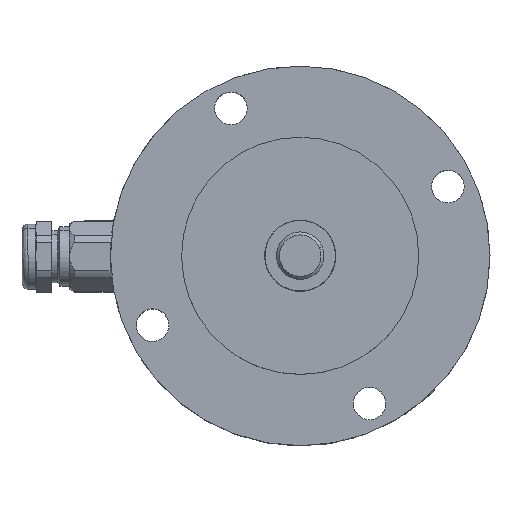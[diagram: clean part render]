
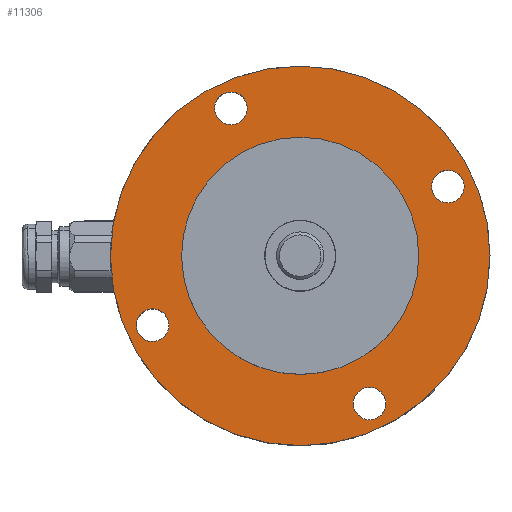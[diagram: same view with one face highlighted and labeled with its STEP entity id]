
A CAD part, top view. The second image highlights one B-rep face of the part: STEP entity #11306.
In plain terms, the highlighted planar face has unit normal (0, 0, 1).
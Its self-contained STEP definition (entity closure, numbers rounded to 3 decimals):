
#3 = EDGE_CURVE ( 'NONE', #1864, #2368, #10954, .T. ) ;
#179 = ORIENTED_EDGE ( 'NONE', *, *, #1838, .F. ) ;
#438 = CARTESIAN_POINT ( 'NONE',  ( 27.38, 12.861, 20. ) ) ;
#465 = DIRECTION ( 'NONE',  ( 0.905, 0.425, 0. ) ) ;
#475 = CIRCLE ( 'NONE', #6397, 32. ) ;
#552 = CARTESIAN_POINT ( 'NONE',  ( 0., 0., 20. ) ) ;
#1000 = AXIS2_PLACEMENT_3D ( 'NONE', #6974, #7912, #5995 ) ;
#1136 = VERTEX_POINT ( 'NONE', #4042 ) ;
#1159 = PLANE ( 'NONE',  #7865 ) ;
#1237 = CARTESIAN_POINT ( 'NONE',  ( -20., -0.056, 20. ) ) ;
#1366 = CIRCLE ( 'NONE', #7022, 2.75 ) ;
#1434 = CARTESIAN_POINT ( 'NONE',  ( 20., 0.056, 20. ) ) ;
#1502 = AXIS2_PLACEMENT_3D ( 'NONE', #10768, #4426, #10804 ) ;
#1747 = VERTEX_POINT ( 'NONE', #11163 ) ;
#1780 = CARTESIAN_POINT ( 'NONE',  ( -9.202, 26.06, 20. ) ) ;
#1838 = EDGE_CURVE ( 'NONE', #4926, #7359, #7452, .T. ) ;
#1864 = VERTEX_POINT ( 'NONE', #1434 ) ;
#1870 = CARTESIAN_POINT ( 'NONE',  ( 0., 0., 20. ) ) ;
#1899 = CIRCLE ( 'NONE', #4885, 2.75 ) ;
#1951 = CARTESIAN_POINT ( 'NONE',  ( -27.38, -12.861, 20. ) ) ;
#2062 = CARTESIAN_POINT ( 'NONE',  ( 14.181, -23.722, 20. ) ) ;
#2112 = CARTESIAN_POINT ( 'NONE',  ( -24.891, -11.692, 20. ) ) ;
#2238 = DIRECTION ( 'NONE',  ( 0.905, 0.425, 0. ) ) ;
#2368 = VERTEX_POINT ( 'NONE', #1237 ) ;
#2384 = FACE_BOUND ( 'NONE', #3342, .T. ) ;
#2409 = EDGE_CURVE ( 'NONE', #2368, #1864, #2845, .T. ) ;
#2638 = VERTEX_POINT ( 'NONE', #2062 ) ;
#2755 = CARTESIAN_POINT ( 'NONE',  ( 9.202, -26.06, 20. ) ) ;
#2845 = CIRCLE ( 'NONE', #1502, 20. ) ;
#3019 = CARTESIAN_POINT ( 'NONE',  ( 0., 0., 20. ) ) ;
#3190 = EDGE_CURVE ( 'NONE', #2638, #10700, #8914, .T. ) ;
#3202 = CIRCLE ( 'NONE', #4369, 32. ) ;
#3283 = CARTESIAN_POINT ( 'NONE',  ( 11.692, -24.891, 20. ) ) ;
#3342 = EDGE_LOOP ( 'NONE', ( #4087, #7850 ) ) ;
#3394 = FACE_BOUND ( 'NONE', #10444, .T. ) ;
#3691 = FACE_OUTER_BOUND ( 'NONE', #4732, .T. ) ;
#3778 = EDGE_CURVE ( 'NONE', #7359, #4926, #1899, .T. ) ;
#4042 = CARTESIAN_POINT ( 'NONE',  ( -14.181, 23.722, 20. ) ) ;
#4087 = ORIENTED_EDGE ( 'NONE', *, *, #8355, .F. ) ;
#4095 = CARTESIAN_POINT ( 'NONE',  ( 24.891, 11.692, 20. ) ) ;
#4140 = CARTESIAN_POINT ( 'NONE',  ( 0., 0., 20. ) ) ;
#4151 = DIRECTION ( 'NONE',  ( 0., 0., 1. ) ) ;
#4168 = DIRECTION ( 'NONE',  ( 0.905, 0.425, 0. ) ) ;
#4195 = CARTESIAN_POINT ( 'NONE',  ( -24.891, -11.692, 20. ) ) ;
#4199 = DIRECTION ( 'NONE',  ( 0., 0., 1. ) ) ;
#4291 = DIRECTION ( 'NONE',  ( 0., 0., 1. ) ) ;
#4340 = EDGE_CURVE ( 'NONE', #8010, #1136, #5825, .T. ) ;
#4360 = CARTESIAN_POINT ( 'NONE',  ( 32., 0.089, 20. ) ) ;
#4369 = AXIS2_PLACEMENT_3D ( 'NONE', #552, #4291, #11443 ) ;
#4426 = DIRECTION ( 'NONE',  ( 0., 0., 1. ) ) ;
#4732 = EDGE_LOOP ( 'NONE', ( #8074, #5780 ) ) ;
#4754 = CARTESIAN_POINT ( 'NONE',  ( 11.692, -24.891, 20. ) ) ;
#4885 = AXIS2_PLACEMENT_3D ( 'NONE', #2112, #10353, #7639 ) ;
#4926 = VERTEX_POINT ( 'NONE', #1951 ) ;
#5278 = ORIENTED_EDGE ( 'NONE', *, *, #7650, .F. ) ;
#5318 = EDGE_CURVE ( 'NONE', #8221, #1747, #1366, .T. ) ;
#5387 = EDGE_CURVE ( 'NONE', #11069, #5765, #3202, .T. ) ;
#5419 = AXIS2_PLACEMENT_3D ( 'NONE', #4195, #4151, #7826 ) ;
#5601 = DIRECTION ( 'NONE',  ( 1., 0.003, 0. ) ) ;
#5728 = EDGE_LOOP ( 'NONE', ( #179, #7532 ) ) ;
#5730 = EDGE_CURVE ( 'NONE', #1136, #8010, #10800, .T. ) ;
#5765 = VERTEX_POINT ( 'NONE', #8777 ) ;
#5780 = ORIENTED_EDGE ( 'NONE', *, *, #5387, .T. ) ;
#5825 = CIRCLE ( 'NONE', #11393, 2.75 ) ;
#5879 = CARTESIAN_POINT ( 'NONE',  ( 24.891, 11.692, 20. ) ) ;
#5995 = DIRECTION ( 'NONE',  ( 0.905, 0.425, 0. ) ) ;
#6111 = FACE_BOUND ( 'NONE', #5728, .T. ) ;
#6133 = DIRECTION ( 'NONE',  ( 1., 0.003, 0. ) ) ;
#6322 = CARTESIAN_POINT ( 'NONE',  ( -22.402, -10.522, 20. ) ) ;
#6397 = AXIS2_PLACEMENT_3D ( 'NONE', #4140, #6919, #6133 ) ;
#6533 = ORIENTED_EDGE ( 'NONE', *, *, #4340, .F. ) ;
#6541 = EDGE_LOOP ( 'NONE', ( #10001, #6533 ) ) ;
#6580 = DIRECTION ( 'NONE',  ( 0., 0., 1. ) ) ;
#6790 = AXIS2_PLACEMENT_3D ( 'NONE', #5879, #4199, #465 ) ;
#6919 = DIRECTION ( 'NONE',  ( 0., 0., 1. ) ) ;
#6955 = FACE_BOUND ( 'NONE', #7913, .T. ) ;
#6974 = CARTESIAN_POINT ( 'NONE',  ( -11.692, 24.891, 20. ) ) ;
#7022 = AXIS2_PLACEMENT_3D ( 'NONE', #4095, #11329, #9429 ) ;
#7324 = ORIENTED_EDGE ( 'NONE', *, *, #5318, .F. ) ;
#7359 = VERTEX_POINT ( 'NONE', #6322 ) ;
#7414 = DIRECTION ( 'NONE',  ( 0., 0., 1. ) ) ;
#7452 = CIRCLE ( 'NONE', #5419, 2.75 ) ;
#7532 = ORIENTED_EDGE ( 'NONE', *, *, #3778, .F. ) ;
#7639 = DIRECTION ( 'NONE',  ( 0.905, 0.425, 0. ) ) ;
#7650 = EDGE_CURVE ( 'NONE', #1747, #8221, #10280, .T. ) ;
#7826 = DIRECTION ( 'NONE',  ( 0.905, 0.425, 0. ) ) ;
#7850 = ORIENTED_EDGE ( 'NONE', *, *, #3190, .F. ) ;
#7865 = AXIS2_PLACEMENT_3D ( 'NONE', #3019, #10291, #11573 ) ;
#7882 = DIRECTION ( 'NONE',  ( 0., 0., 1. ) ) ;
#7912 = DIRECTION ( 'NONE',  ( 0., 0., 1. ) ) ;
#7913 = EDGE_LOOP ( 'NONE', ( #5278, #7324 ) ) ;
#8010 = VERTEX_POINT ( 'NONE', #1780 ) ;
#8074 = ORIENTED_EDGE ( 'NONE', *, *, #9899, .T. ) ;
#8221 = VERTEX_POINT ( 'NONE', #438 ) ;
#8271 = AXIS2_PLACEMENT_3D ( 'NONE', #3283, #7882, #4168 ) ;
#8355 = EDGE_CURVE ( 'NONE', #10700, #2638, #11091, .T. ) ;
#8527 = FACE_BOUND ( 'NONE', #6541, .T. ) ;
#8588 = DIRECTION ( 'NONE',  ( 0., 0., 1. ) ) ;
#8777 = CARTESIAN_POINT ( 'NONE',  ( -32., -0.089, 20. ) ) ;
#8914 = CIRCLE ( 'NONE', #10944, 2.75 ) ;
#9314 = DIRECTION ( 'NONE',  ( 0.905, 0.425, 0. ) ) ;
#9346 = CARTESIAN_POINT ( 'NONE',  ( -11.692, 24.891, 20. ) ) ;
#9429 = DIRECTION ( 'NONE',  ( 0.905, 0.425, 0. ) ) ;
#9581 = AXIS2_PLACEMENT_3D ( 'NONE', #1870, #7414, #5601 ) ;
#9899 = EDGE_CURVE ( 'NONE', #5765, #11069, #475, .T. ) ;
#10001 = ORIENTED_EDGE ( 'NONE', *, *, #5730, .F. ) ;
#10251 = ORIENTED_EDGE ( 'NONE', *, *, #2409, .F. ) ;
#10280 = CIRCLE ( 'NONE', #6790, 2.75 ) ;
#10291 = DIRECTION ( 'NONE',  ( 0., 0., 1. ) ) ;
#10353 = DIRECTION ( 'NONE',  ( 0., 0., 1. ) ) ;
#10444 = EDGE_LOOP ( 'NONE', ( #10251, #11422 ) ) ;
#10700 = VERTEX_POINT ( 'NONE', #2755 ) ;
#10768 = CARTESIAN_POINT ( 'NONE',  ( 0., 0., 20. ) ) ;
#10800 = CIRCLE ( 'NONE', #1000, 2.75 ) ;
#10804 = DIRECTION ( 'NONE',  ( 1., 0.003, 0. ) ) ;
#10944 = AXIS2_PLACEMENT_3D ( 'NONE', #4754, #6580, #9314 ) ;
#10954 = CIRCLE ( 'NONE', #9581, 20. ) ;
#11069 = VERTEX_POINT ( 'NONE', #4360 ) ;
#11091 = CIRCLE ( 'NONE', #8271, 2.75 ) ;
#11163 = CARTESIAN_POINT ( 'NONE',  ( 22.402, 10.522, 20. ) ) ;
#11306 = ADVANCED_FACE ( 'NONE', ( #2384, #6955, #8527, #6111, #3691, #3394 ), #1159, .T. ) ;
#11329 = DIRECTION ( 'NONE',  ( 0., 0., 1. ) ) ;
#11393 = AXIS2_PLACEMENT_3D ( 'NONE', #9346, #8588, #2238 ) ;
#11422 = ORIENTED_EDGE ( 'NONE', *, *, #3, .F. ) ;
#11443 = DIRECTION ( 'NONE',  ( 1., 0.003, 0. ) ) ;
#11573 = DIRECTION ( 'NONE',  ( 1., 0.003, 0. ) ) ;
